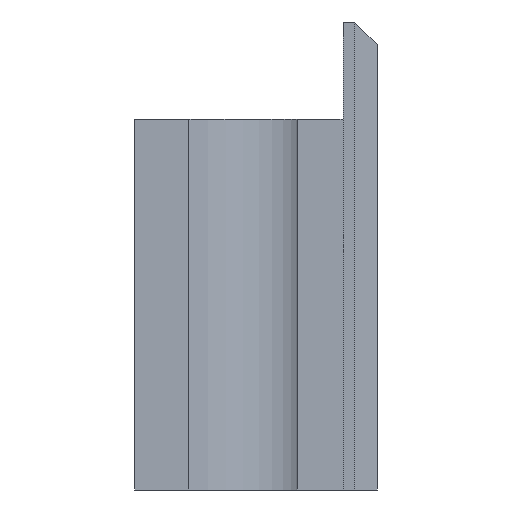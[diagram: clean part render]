
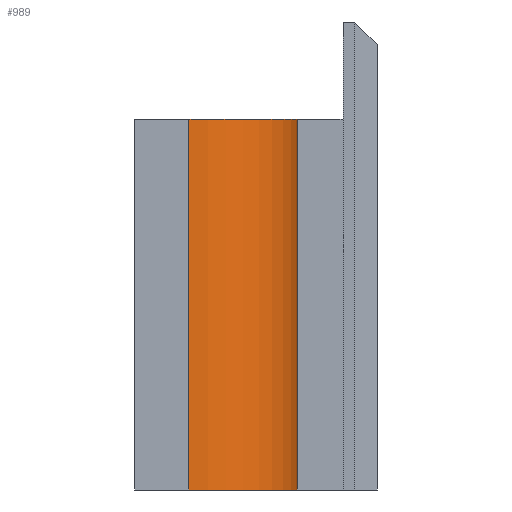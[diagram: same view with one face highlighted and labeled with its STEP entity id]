
A CAD part, left-side view. The second image highlights one B-rep face of the part: STEP entity #989.
In plain terms, the highlighted cylindrical face has radius 3.8 mm (diameter 7.6 mm), a partial arc.
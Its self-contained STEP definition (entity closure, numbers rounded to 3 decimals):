
#25=CIRCLE('',#1049,3.8);
#27=CIRCLE('',#1063,3.8);
#35=CYLINDRICAL_SURFACE('',#1068,3.8);
#80=FACE_OUTER_BOUND('',#131,.T.);
#131=EDGE_LOOP('',(#865,#866,#867,#868));
#227=LINE('',#1533,#353);
#259=LINE('',#1603,#385);
#353=VECTOR('',#1238,10.);
#385=VECTOR('',#1314,10.);
#462=VERTEX_POINT('',#1530);
#463=VERTEX_POINT('',#1532);
#470=VERTEX_POINT('',#1551);
#477=VERTEX_POINT('',#1590);
#579=EDGE_CURVE('',#463,#462,#227,.T.);
#590=EDGE_CURVE('',#462,#470,#25,.T.);
#609=EDGE_CURVE('',#463,#477,#27,.T.);
#616=EDGE_CURVE('',#477,#470,#259,.T.);
#865=ORIENTED_EDGE('',*,*,#590,.T.);
#866=ORIENTED_EDGE('',*,*,#616,.F.);
#867=ORIENTED_EDGE('',*,*,#609,.F.);
#868=ORIENTED_EDGE('',*,*,#579,.T.);
#989=ADVANCED_FACE('',(#80),#35,.T.);
#1049=AXIS2_PLACEMENT_3D('',#1553,#1254,#1255);
#1063=AXIS2_PLACEMENT_3D('',#1591,#1299,#1300);
#1068=AXIS2_PLACEMENT_3D('',#1604,#1315,#1316);
#1238=DIRECTION('',(0.,0.,1.));
#1254=DIRECTION('center_axis',(0.,0.,-1.));
#1255=DIRECTION('ref_axis',(0.,-1.,0.));
#1299=DIRECTION('center_axis',(0.,0.,-1.));
#1300=DIRECTION('ref_axis',(0.,-1.,0.));
#1314=DIRECTION('',(0.,0.,1.));
#1315=DIRECTION('center_axis',(0.,0.,-1.));
#1316=DIRECTION('ref_axis',(0.,-1.,0.));
#1530=CARTESIAN_POINT('',(-41.6,-5.7,13.));
#1532=CARTESIAN_POINT('',(-41.6,-5.7,0.));
#1533=CARTESIAN_POINT('',(-41.6,-5.7,0.));
#1551=CARTESIAN_POINT('',(-45.4,-1.9,13.));
#1553=CARTESIAN_POINT('Origin',(-41.6,-1.9,13.));
#1590=CARTESIAN_POINT('',(-45.4,-1.9,0.));
#1591=CARTESIAN_POINT('Origin',(-41.6,-1.9,0.));
#1603=CARTESIAN_POINT('',(-45.4,-1.9,0.));
#1604=CARTESIAN_POINT('Origin',(-41.6,-1.9,0.));
